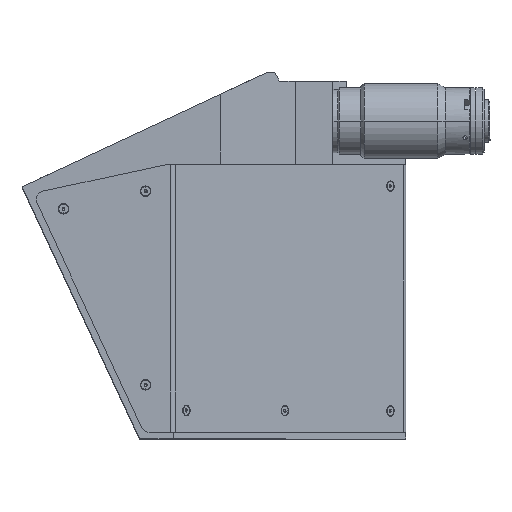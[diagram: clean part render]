
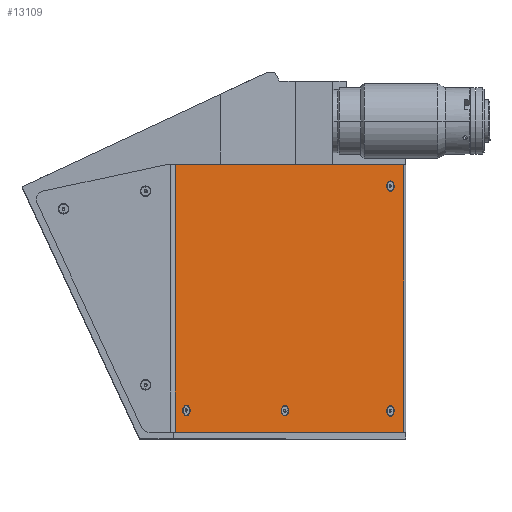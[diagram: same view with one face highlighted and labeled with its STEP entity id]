
A CAD part, top view. The second image highlights one B-rep face of the part: STEP entity #13109.
In plain terms, the highlighted planar face has unit normal (0.707, 0, 0.707).
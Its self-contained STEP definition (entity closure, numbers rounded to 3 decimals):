
#32 = DIRECTION ( 'NONE',  ( 0.707, 0., 0.707 ) ) ;
#73 = EDGE_CURVE ( 'NONE', #15006, #8733, #5930, .T. ) ;
#566 = CARTESIAN_POINT ( 'NONE',  ( -38.544, -91., 178.228 ) ) ;
#643 = CARTESIAN_POINT ( 'NONE',  ( 27.314, -78., 112.371 ) ) ;
#1010 = ORIENTED_EDGE ( 'NONE', *, *, #11023, .F. ) ;
#1021 = LINE ( 'NONE', #6475, #4300 ) ;
#1123 = CARTESIAN_POINT ( 'NONE',  ( 98.828, 70., 40.856 ) ) ;
#1266 = FACE_BOUND ( 'NONE', #11847, .T. ) ;
#1389 = DIRECTION ( 'NONE',  ( 0., -1., 0. ) ) ;
#1435 = VECTOR ( 'NONE', #1389, 1000. ) ;
#1501 = ORIENTED_EDGE ( 'NONE', *, *, #12713, .F. ) ;
#1598 = CARTESIAN_POINT ( 'NONE',  ( -39.716, 70., 179.4 ) ) ;
#1639 = CARTESIAN_POINT ( 'NONE',  ( 88.492, -78., 51.192 ) ) ;
#2058 = CARTESIAN_POINT ( 'NONE',  ( -38.544, 70., 178.228 ) ) ;
#2248 = CARTESIAN_POINT ( 'NONE',  ( 90.719, 57., 48.965 ) ) ;
#2318 = DIRECTION ( 'NONE',  ( 0.707, 0., -0.707 ) ) ;
#2338 = CIRCLE ( 'NONE', #4648, 3.15 ) ;
#2372 = DIRECTION ( 'NONE',  ( 0.707, 0., 0.707 ) ) ;
#2436 = DIRECTION ( 'NONE',  ( 0.707, 0., 0.707 ) ) ;
#2508 = FACE_BOUND ( 'NONE', #15417, .T. ) ;
#2561 = EDGE_CURVE ( 'NONE', #8061, #7068, #1021, .T. ) ;
#2572 = DIRECTION ( 'NONE',  ( 0.707, 0., 0.707 ) ) ;
#2712 = DIRECTION ( 'NONE',  ( 0.707, 0., 0.707 ) ) ;
#2895 = CARTESIAN_POINT ( 'NONE',  ( -38.544, 70., 178.228 ) ) ;
#3150 = VERTEX_POINT ( 'NONE', #7535 ) ;
#3171 = LINE ( 'NONE', #2895, #1435 ) ;
#3367 = EDGE_LOOP ( 'NONE', ( #1501, #13555 ) ) ;
#3407 = AXIS2_PLACEMENT_3D ( 'NONE', #17635, #6607, #5064 ) ;
#3711 = AXIS2_PLACEMENT_3D ( 'NONE', #14788, #2372, #10700 ) ;
#3723 = CARTESIAN_POINT ( 'NONE',  ( -39.716, -91., 179.4 ) ) ;
#3813 = VERTEX_POINT ( 'NONE', #4283 ) ;
#3961 = CARTESIAN_POINT ( 'NONE',  ( 90.719, 57., 48.965 ) ) ;
#4059 = VECTOR ( 'NONE', #8404, 1000. ) ;
#4189 = AXIS2_PLACEMENT_3D ( 'NONE', #9014, #9998, #15538 ) ;
#4192 = CARTESIAN_POINT ( 'NONE',  ( 92.947, 57., 46.738 ) ) ;
#4283 = CARTESIAN_POINT ( 'NONE',  ( 92.947, -78., 46.738 ) ) ;
#4300 = VECTOR ( 'NONE', #6553, 1000. ) ;
#4648 = AXIS2_PLACEMENT_3D ( 'NONE', #12189, #2572, #2318 ) ;
#4739 = CIRCLE ( 'NONE', #13405, 3.15 ) ;
#4818 = VECTOR ( 'NONE', #9183, 1000. ) ;
#4825 = EDGE_CURVE ( 'NONE', #12699, #13673, #17040, .T. ) ;
#5064 = DIRECTION ( 'NONE',  ( -0.707, 0., 0.707 ) ) ;
#5144 = CIRCLE ( 'NONE', #17269, 3.15 ) ;
#5166 = CIRCLE ( 'NONE', #3711, 3.15 ) ;
#5930 = CIRCLE ( 'NONE', #14608, 3.15 ) ;
#6238 = ORIENTED_EDGE ( 'NONE', *, *, #7770, .F. ) ;
#6244 = CARTESIAN_POINT ( 'NONE',  ( 98.828, -91., 40.856 ) ) ;
#6475 = CARTESIAN_POINT ( 'NONE',  ( 98.828, 70., 40.856 ) ) ;
#6553 = DIRECTION ( 'NONE',  ( 0., 1., 0. ) ) ;
#6587 = VERTEX_POINT ( 'NONE', #2058 ) ;
#6605 = DIRECTION ( 'NONE',  ( 0.707, 0., -0.707 ) ) ;
#6607 = DIRECTION ( 'NONE',  ( -0.707, 0., -0.707 ) ) ;
#6633 = DIRECTION ( 'NONE',  ( 0.707, 0., -0.707 ) ) ;
#6793 = FACE_OUTER_BOUND ( 'NONE', #10080, .T. ) ;
#6807 = DIRECTION ( 'NONE',  ( 0.707, 0., -0.707 ) ) ;
#7068 = VERTEX_POINT ( 'NONE', #1123 ) ;
#7402 = ORIENTED_EDGE ( 'NONE', *, *, #15668, .F. ) ;
#7535 = CARTESIAN_POINT ( 'NONE',  ( -29.622, -78., 169.306 ) ) ;
#7741 = ORIENTED_EDGE ( 'NONE', *, *, #4825, .F. ) ;
#7770 = EDGE_CURVE ( 'NONE', #14581, #3150, #4739, .T. ) ;
#8061 = VERTEX_POINT ( 'NONE', #6244 ) ;
#8327 = CIRCLE ( 'NONE', #13230, 3.15 ) ;
#8404 = DIRECTION ( 'NONE',  ( 0.707, 0., -0.707 ) ) ;
#8733 = VERTEX_POINT ( 'NONE', #4192 ) ;
#8887 = EDGE_CURVE ( 'NONE', #10828, #3813, #16639, .T. ) ;
#9014 = CARTESIAN_POINT ( 'NONE',  ( 90.719, -78., 48.965 ) ) ;
#9183 = DIRECTION ( 'NONE',  ( 0.707, 0., -0.707 ) ) ;
#9233 = DIRECTION ( 'NONE',  ( 0.707, 0., 0.707 ) ) ;
#9431 = CARTESIAN_POINT ( 'NONE',  ( -31.849, -78., 171.534 ) ) ;
#9648 = ORIENTED_EDGE ( 'NONE', *, *, #17552, .T. ) ;
#9998 = DIRECTION ( 'NONE',  ( 0.707, 0., 0.707 ) ) ;
#10006 = ORIENTED_EDGE ( 'NONE', *, *, #73, .F. ) ;
#10080 = EDGE_LOOP ( 'NONE', ( #16332, #11979, #7402, #9648 ) ) ;
#10225 = EDGE_CURVE ( 'NONE', #17762, #8061, #14972, .T. ) ;
#10683 = DIRECTION ( 'NONE',  ( 0.707, 0., -0.707 ) ) ;
#10700 = DIRECTION ( 'NONE',  ( 0.707, 0., -0.707 ) ) ;
#10828 = VERTEX_POINT ( 'NONE', #1639 ) ;
#10940 = FACE_BOUND ( 'NONE', #3367, .T. ) ;
#11023 = EDGE_CURVE ( 'NONE', #8733, #15006, #8327, .T. ) ;
#11570 = AXIS2_PLACEMENT_3D ( 'NONE', #643, #13208, #13298 ) ;
#11663 = CARTESIAN_POINT ( 'NONE',  ( -34.077, -78., 173.761 ) ) ;
#11847 = EDGE_LOOP ( 'NONE', ( #1010, #10006 ) ) ;
#11979 = ORIENTED_EDGE ( 'NONE', *, *, #2561, .T. ) ;
#12163 = CARTESIAN_POINT ( 'NONE',  ( 88.492, 57., 51.192 ) ) ;
#12189 = CARTESIAN_POINT ( 'NONE',  ( -31.849, -78., 171.534 ) ) ;
#12302 = PLANE ( 'NONE',  #3407 ) ;
#12313 = EDGE_CURVE ( 'NONE', #3150, #14581, #2338, .T. ) ;
#12699 = VERTEX_POINT ( 'NONE', #14954 ) ;
#12713 = EDGE_CURVE ( 'NONE', #3813, #10828, #5144, .T. ) ;
#12751 = EDGE_LOOP ( 'NONE', ( #16675, #6238 ) ) ;
#13109 = ADVANCED_FACE ( 'NONE', ( #2508, #15114, #10940, #1266, #6793 ), #12302, .F. ) ;
#13208 = DIRECTION ( 'NONE',  ( 0.707, 0., 0.707 ) ) ;
#13230 = AXIS2_PLACEMENT_3D ( 'NONE', #2248, #9233, #6605 ) ;
#13298 = DIRECTION ( 'NONE',  ( 0.707, 0., -0.707 ) ) ;
#13405 = AXIS2_PLACEMENT_3D ( 'NONE', #9431, #2436, #10683 ) ;
#13555 = ORIENTED_EDGE ( 'NONE', *, *, #8887, .F. ) ;
#13673 = VERTEX_POINT ( 'NONE', #17878 ) ;
#13998 = LINE ( 'NONE', #1598, #4059 ) ;
#14581 = VERTEX_POINT ( 'NONE', #11663 ) ;
#14608 = AXIS2_PLACEMENT_3D ( 'NONE', #3961, #32, #6807 ) ;
#14788 = CARTESIAN_POINT ( 'NONE',  ( 27.314, -78., 112.371 ) ) ;
#14954 = CARTESIAN_POINT ( 'NONE',  ( 29.541, -78., 110.143 ) ) ;
#14972 = LINE ( 'NONE', #3723, #4818 ) ;
#15006 = VERTEX_POINT ( 'NONE', #12163 ) ;
#15114 = FACE_BOUND ( 'NONE', #12751, .T. ) ;
#15417 = EDGE_LOOP ( 'NONE', ( #7741, #17211 ) ) ;
#15538 = DIRECTION ( 'NONE',  ( 0.707, 0., -0.707 ) ) ;
#15668 = EDGE_CURVE ( 'NONE', #6587, #7068, #13998, .T. ) ;
#16229 = CARTESIAN_POINT ( 'NONE',  ( 90.719, -78., 48.965 ) ) ;
#16332 = ORIENTED_EDGE ( 'NONE', *, *, #10225, .T. ) ;
#16639 = CIRCLE ( 'NONE', #4189, 3.15 ) ;
#16675 = ORIENTED_EDGE ( 'NONE', *, *, #12313, .F. ) ;
#17040 = CIRCLE ( 'NONE', #11570, 3.15 ) ;
#17211 = ORIENTED_EDGE ( 'NONE', *, *, #17530, .F. ) ;
#17269 = AXIS2_PLACEMENT_3D ( 'NONE', #16229, #2712, #6633 ) ;
#17530 = EDGE_CURVE ( 'NONE', #13673, #12699, #5166, .T. ) ;
#17552 = EDGE_CURVE ( 'NONE', #6587, #17762, #3171, .T. ) ;
#17635 = CARTESIAN_POINT ( 'NONE',  ( -39.716, 70., 179.4 ) ) ;
#17762 = VERTEX_POINT ( 'NONE', #566 ) ;
#17878 = CARTESIAN_POINT ( 'NONE',  ( 25.086, -78., 114.598 ) ) ;
